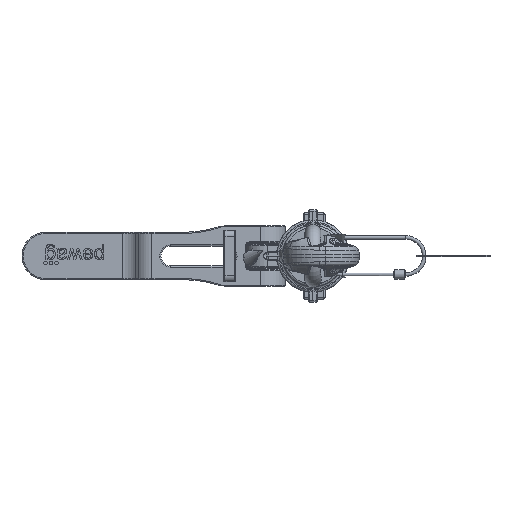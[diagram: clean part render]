
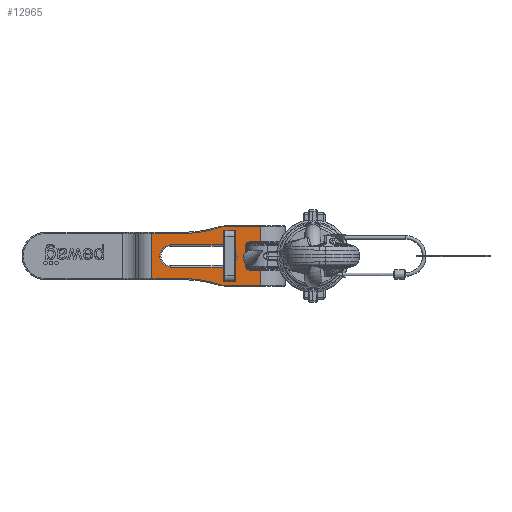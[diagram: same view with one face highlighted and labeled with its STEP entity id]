
A CAD part, left-side view. The second image highlights one B-rep face of the part: STEP entity #12965.
In plain terms, the highlighted planar face has unit normal (-1, 0, 0).
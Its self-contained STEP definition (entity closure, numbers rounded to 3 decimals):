
#12965=ADVANCED_FACE('',(#18573,#18574),#17013,.T.);
#17013=PLANE('',#78994);
#18573=FACE_BOUND('',#19328,.T.);
#18574=FACE_BOUND('',#19329,.T.);
#19328=EDGE_LOOP('',(#31503,#31504,#31505,#31506));
#19329=EDGE_LOOP('',(#31507,#31508,#31509,#31510,#31511,#31512,#31513,#31514,
#31515,#31516,#31517,#31518,#31519,#31520));
#31503=ORIENTED_EDGE('',*,*,#58841,.T.);
#31504=ORIENTED_EDGE('',*,*,#58842,.T.);
#31505=ORIENTED_EDGE('',*,*,#58843,.T.);
#31506=ORIENTED_EDGE('',*,*,#58844,.T.);
#31507=ORIENTED_EDGE('',*,*,#58845,.T.);
#31508=ORIENTED_EDGE('',*,*,#58846,.T.);
#31509=ORIENTED_EDGE('',*,*,#58847,.T.);
#31510=ORIENTED_EDGE('',*,*,#58848,.T.);
#31511=ORIENTED_EDGE('',*,*,#58849,.T.);
#31512=ORIENTED_EDGE('',*,*,#58850,.T.);
#31513=ORIENTED_EDGE('',*,*,#58851,.T.);
#31514=ORIENTED_EDGE('',*,*,#58852,.T.);
#31515=ORIENTED_EDGE('',*,*,#58853,.T.);
#31516=ORIENTED_EDGE('',*,*,#58854,.T.);
#31517=ORIENTED_EDGE('',*,*,#58855,.T.);
#31518=ORIENTED_EDGE('',*,*,#58856,.T.);
#31519=ORIENTED_EDGE('',*,*,#58857,.T.);
#31520=ORIENTED_EDGE('',*,*,#58858,.T.);
#51957=VERTEX_POINT('',#99746);
#51958=VERTEX_POINT('',#99747);
#51959=VERTEX_POINT('',#99749);
#51960=VERTEX_POINT('',#99751);
#51961=VERTEX_POINT('',#99754);
#51962=VERTEX_POINT('',#99755);
#51963=VERTEX_POINT('',#99757);
#51964=VERTEX_POINT('',#99759);
#51965=VERTEX_POINT('',#99761);
#51966=VERTEX_POINT('',#99763);
#51967=VERTEX_POINT('',#99765);
#51968=VERTEX_POINT('',#99767);
#51969=VERTEX_POINT('',#99769);
#51970=VERTEX_POINT('',#99771);
#51971=VERTEX_POINT('',#99773);
#51972=VERTEX_POINT('',#99775);
#51973=VERTEX_POINT('',#99777);
#51974=VERTEX_POINT('',#99779);
#58841=EDGE_CURVE('',#51957,#51958,#77606,.T.);
#58842=EDGE_CURVE('',#51958,#51959,#68952,.T.);
#58843=EDGE_CURVE('',#51959,#51960,#77607,.T.);
#58844=EDGE_CURVE('',#51960,#51957,#68953,.T.);
#58845=EDGE_CURVE('',#51961,#51962,#77608,.T.);
#58846=EDGE_CURVE('',#51962,#51963,#68954,.T.);
#58847=EDGE_CURVE('',#51963,#51964,#68955,.T.);
#58848=EDGE_CURVE('',#51964,#51965,#68956,.T.);
#58849=EDGE_CURVE('',#51965,#51966,#77609,.T.);
#58850=EDGE_CURVE('',#51966,#51967,#68957,.T.);
#58851=EDGE_CURVE('',#51967,#51968,#68958,.T.);
#58852=EDGE_CURVE('',#51968,#51969,#68959,.T.);
#58853=EDGE_CURVE('',#51969,#51970,#77610,.T.);
#58854=EDGE_CURVE('',#51970,#51971,#68960,.T.);
#58855=EDGE_CURVE('',#51971,#51972,#77611,.T.);
#58856=EDGE_CURVE('',#51972,#51973,#68961,.T.);
#58857=EDGE_CURVE('',#51973,#51974,#68962,.T.);
#58858=EDGE_CURVE('',#51974,#51961,#68963,.T.);
#68952=LINE('',#99748,#72349);
#68953=LINE('',#99752,#72350);
#68954=LINE('',#99756,#72351);
#68955=LINE('',#99758,#72352);
#68956=LINE('',#99760,#72353);
#68957=LINE('',#99764,#72354);
#68958=LINE('',#99766,#72355);
#68959=LINE('',#99768,#72356);
#68960=LINE('',#99772,#72357);
#68961=LINE('',#99776,#72358);
#68962=LINE('',#99778,#72359);
#68963=LINE('',#99780,#72360);
#72349=VECTOR('',#83340,1.);
#72350=VECTOR('',#83343,1.);
#72351=VECTOR('',#83346,1.);
#72352=VECTOR('',#83347,1.);
#72353=VECTOR('',#83348,1.);
#72354=VECTOR('',#83351,1.);
#72355=VECTOR('',#83352,1.);
#72356=VECTOR('',#83353,1.);
#72357=VECTOR('',#83356,1.);
#72358=VECTOR('',#83359,1.);
#72359=VECTOR('',#83360,1.);
#72360=VECTOR('',#83361,1.);
#77606=CIRCLE('',#78988,9.);
#77607=CIRCLE('',#78989,9.);
#77608=CIRCLE('',#78990,81.);
#77609=CIRCLE('',#78991,81.);
#77610=CIRCLE('',#78992,3.414);
#77611=CIRCLE('',#78993,3.414);
#78988=AXIS2_PLACEMENT_3D('',#99745,#83338,#83339);
#78989=AXIS2_PLACEMENT_3D('',#99750,#83341,#83342);
#78990=AXIS2_PLACEMENT_3D('',#99753,#83344,#83345);
#78991=AXIS2_PLACEMENT_3D('',#99762,#83349,#83350);
#78992=AXIS2_PLACEMENT_3D('',#99770,#83354,#83355);
#78993=AXIS2_PLACEMENT_3D('',#99774,#83357,#83358);
#78994=AXIS2_PLACEMENT_3D('',#99781,#83362,#83363);
#83338=DIRECTION('',(1.,0.,0.));
#83339=DIRECTION('',(0.,0.,1.));
#83340=DIRECTION('',(0.,1.,0.));
#83341=DIRECTION('',(1.,0.,0.));
#83342=DIRECTION('',(0.,0.,1.));
#83343=DIRECTION('',(0.,-1.,0.));
#83344=DIRECTION('',(1.,0.,0.));
#83345=DIRECTION('',(0.,0.,1.));
#83346=DIRECTION('',(0.,1.,0.));
#83347=DIRECTION('',(0.,0.,-1.));
#83348=DIRECTION('',(0.,-1.,0.));
#83349=DIRECTION('',(1.,0.,0.));
#83350=DIRECTION('',(0.,0.,1.));
#83351=DIRECTION('',(0.,-1.,0.));
#83352=DIRECTION('',(0.,0.,1.));
#83353=DIRECTION('',(0.,1.,0.));
#83354=DIRECTION('',(1.,0.,0.));
#83355=DIRECTION('',(0.,0.,-1.));
#83356=DIRECTION('',(0.,0.,1.));
#83357=DIRECTION('',(1.,0.,0.));
#83358=DIRECTION('',(0.,0.,-1.));
#83359=DIRECTION('',(0.,-1.,0.));
#83360=DIRECTION('',(0.,0.,1.));
#83361=DIRECTION('',(0.,1.,0.));
#83362=DIRECTION('',(-1.,0.,0.));
#83363=DIRECTION('',(0.,0.,-1.));
#99745=CARTESIAN_POINT('',(-20.,70.668,0.));
#99746=CARTESIAN_POINT('',(-20.,70.668,9.));
#99747=CARTESIAN_POINT('',(-20.,70.668,-9.));
#99748=CARTESIAN_POINT('',(-20.,103.668,-9.));
#99749=CARTESIAN_POINT('',(-20.,115.668,-9.));
#99750=CARTESIAN_POINT('',(-20.,115.668,0.));
#99751=CARTESIAN_POINT('',(-20.,115.668,9.));
#99752=CARTESIAN_POINT('',(-20.,103.668,9.));
#99753=CARTESIAN_POINT('',(-20.,103.668,99.359));
#99754=CARTESIAN_POINT('',(-20.,74.481,23.8));
#99755=CARTESIAN_POINT('',(-20.,103.668,18.359));
#99756=CARTESIAN_POINT('',(-20.,103.668,18.359));
#99757=CARTESIAN_POINT('',(-20.,130.954,18.359));
#99758=CARTESIAN_POINT('',(-20.,130.954,-99.359));
#99759=CARTESIAN_POINT('',(-20.,130.954,-18.359));
#99760=CARTESIAN_POINT('',(-20.,103.668,-18.359));
#99761=CARTESIAN_POINT('',(-20.,103.668,-18.359));
#99762=CARTESIAN_POINT('',(-20.,103.668,-99.359));
#99763=CARTESIAN_POINT('',(-20.,74.481,-23.8));
#99764=CARTESIAN_POINT('',(-20.,103.668,-23.8));
#99765=CARTESIAN_POINT('',(-20.,42.668,-23.8));
#99766=CARTESIAN_POINT('',(-20.,42.668,-99.359));
#99767=CARTESIAN_POINT('',(-20.,42.668,-11.414));
#99768=CARTESIAN_POINT('',(-20.,103.668,-11.414));
#99769=CARTESIAN_POINT('',(-20.,51.668,-11.414));
#99770=CARTESIAN_POINT('',(-20.,51.668,-8.));
#99771=CARTESIAN_POINT('',(-20.,55.082,-8.));
#99772=CARTESIAN_POINT('',(-20.,55.082,-99.359));
#99773=CARTESIAN_POINT('',(-20.,55.082,8.));
#99774=CARTESIAN_POINT('',(-20.,51.668,8.));
#99775=CARTESIAN_POINT('',(-20.,51.668,11.414));
#99776=CARTESIAN_POINT('',(-20.,103.668,11.414));
#99777=CARTESIAN_POINT('',(-20.,42.668,11.414));
#99778=CARTESIAN_POINT('',(-20.,42.668,-99.359));
#99779=CARTESIAN_POINT('',(-20.,42.668,23.8));
#99780=CARTESIAN_POINT('',(-20.,103.668,23.8));
#99781=CARTESIAN_POINT('',(-20.,103.668,-99.359));
